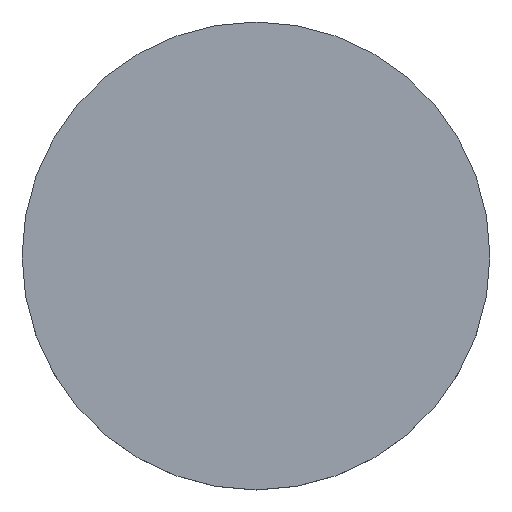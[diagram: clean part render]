
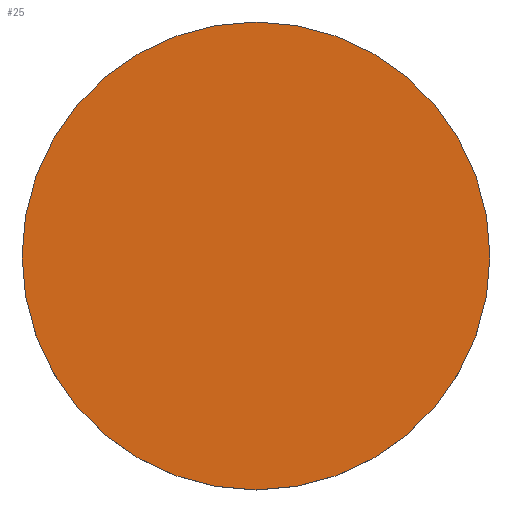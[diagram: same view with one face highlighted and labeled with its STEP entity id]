
A CAD part, top view. The second image highlights one B-rep face of the part: STEP entity #25.
In plain terms, the highlighted planar face has unit normal (0, 0, 1).
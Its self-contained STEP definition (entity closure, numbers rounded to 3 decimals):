
#8 = CARTESIAN_POINT ( 'NONE',  ( 12.7, 0., 3. ) ) ;
#20 = ORIENTED_EDGE ( 'NONE', *, *, #42, .F. ) ;
#23 = PLANE ( 'NONE',  #93 ) ;
#25 = ADVANCED_FACE ( 'NONE', ( #203 ), #23, .T. ) ;
#42 = EDGE_CURVE ( 'NONE', #235, #117, #183, .T. ) ;
#43 = CARTESIAN_POINT ( 'NONE',  ( -12.7, 0., 3. ) ) ;
#55 = DIRECTION ( 'NONE',  ( 1., 0., 0. ) ) ;
#74 = DIRECTION ( 'NONE',  ( 1., 0., 0. ) ) ;
#77 = AXIS2_PLACEMENT_3D ( 'NONE', #132, #191, #74 ) ;
#93 = AXIS2_PLACEMENT_3D ( 'NONE', #145, #160, #55 ) ;
#99 = DIRECTION ( 'NONE',  ( 1., 0., 0. ) ) ;
#109 = EDGE_LOOP ( 'NONE', ( #20, #225 ) ) ;
#117 = VERTEX_POINT ( 'NONE', #43 ) ;
#132 = CARTESIAN_POINT ( 'NONE',  ( 0., 0., 3. ) ) ;
#145 = CARTESIAN_POINT ( 'NONE',  ( 0., 26.112, 3. ) ) ;
#148 = DIRECTION ( 'NONE',  ( 0., 0., -1. ) ) ;
#149 = AXIS2_PLACEMENT_3D ( 'NONE', #187, #148, #99 ) ;
#160 = DIRECTION ( 'NONE',  ( 0., 0., 1. ) ) ;
#179 = CIRCLE ( 'NONE', #77, 12.7 ) ;
#183 = CIRCLE ( 'NONE', #149, 12.7 ) ;
#187 = CARTESIAN_POINT ( 'NONE',  ( 0., 0., 3. ) ) ;
#191 = DIRECTION ( 'NONE',  ( 0., 0., -1. ) ) ;
#203 = FACE_OUTER_BOUND ( 'NONE', #109, .T. ) ;
#222 = EDGE_CURVE ( 'NONE', #117, #235, #179, .T. ) ;
#225 = ORIENTED_EDGE ( 'NONE', *, *, #222, .F. ) ;
#235 = VERTEX_POINT ( 'NONE', #8 ) ;
